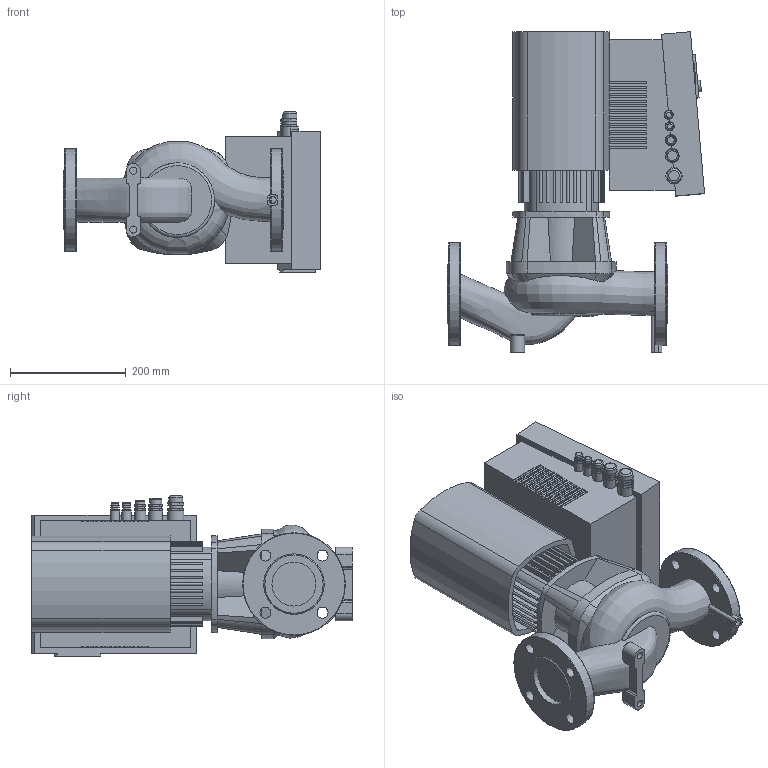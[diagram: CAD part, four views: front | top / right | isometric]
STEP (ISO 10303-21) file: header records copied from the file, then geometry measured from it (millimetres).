
FILE_DESCRIPTION(/* description */ (''),/* implementation_level */ '2;1');
FILE_NAME(/* name */ '3d_StratosGIGA2_5_3-87-2124495.stp',/* time_stamp */ '2022-03-01T15:00:04-06:00',/* author */ ('faliszekte'),/* organization */ (''),/* preprocessor_version */ 'ST-DEVELOPER v18.1',/* originating_system */ 'Autodesk Inventor 2021',/* authorisation */ '');
FILE_SCHEMA (('AUTOMOTIVE_DESIGN { 1 0 10303 214 3 1 1 }'));
Length unit declared in the file: inch
Products named in the file (12): 3d_StratosGIGA2_5_3-87-2124495; 3d_StratosGIGA2_5_3-87-21244951; 3d_StratosGIGA2_5_3-87-21244952; 3d_StratosGIGA2_5_3-87-21244953; 3d_StratosGIGA2_5_3-87-21244954; 3d_StratosGIGA2_5_3-87-21244955; 3d_StratosGIGA2_5_3-87-21244956; 3d_StratosGIGA2_5_3-87-21244957; 3d_StratosGIGA2_5_3-87-21244958; 3d_StratosGIGA2_5_3-87-21244959; 3d_StratosGIGA2_5_3-87-212449510; 3d_StratosGIGA2_5_3-87-212449511
Assembly tree (11 placements, depth 2):
  3d_StratosGIGA2_5_3-87-2124495
    3d_StratosGIGA2_5_3-87-21244951
    3d_StratosGIGA2_5_3-87-21244952
    3d_StratosGIGA2_5_3-87-21244953
    3d_StratosGIGA2_5_3-87-21244954
    3d_StratosGIGA2_5_3-87-21244955
    3d_StratosGIGA2_5_3-87-21244956
    3d_StratosGIGA2_5_3-87-21244957
    3d_StratosGIGA2_5_3-87-21244958
    3d_StratosGIGA2_5_3-87-21244959
    3d_StratosGIGA2_5_3-87-212449510
    3d_StratosGIGA2_5_3-87-212449511
Bounding box: 445 x 555 x 277 mm (x, y, z)
Volume: 20990437.9 mm3; surface area: 1364685.6 mm2
Topology: 18 solids, 18 shells, 689 faces, 1810 edges, 1176 vertices
Faces by surface type: plane 472, cylinder 147, bspline 48, torus 12, cone 10
Full cylindrical faces by diameter (mm): 12 x2, 12.5 x3, 13 x2, 15 x1, 16 x1, 19.05 x8, 20 x2, 21 x1, 23 x1, 24 x1, 76.1 x3, 177.8 x2
Entity records: 30741 total; most frequent: CARTESIAN_POINT 13117, ORIENTED_EDGE 3620, DIRECTION 3508, EDGE_CURVE 1810, LINE 1192, VECTOR 1192, VERTEX_POINT 1176, AXIS2_PLACEMENT_3D 1158
